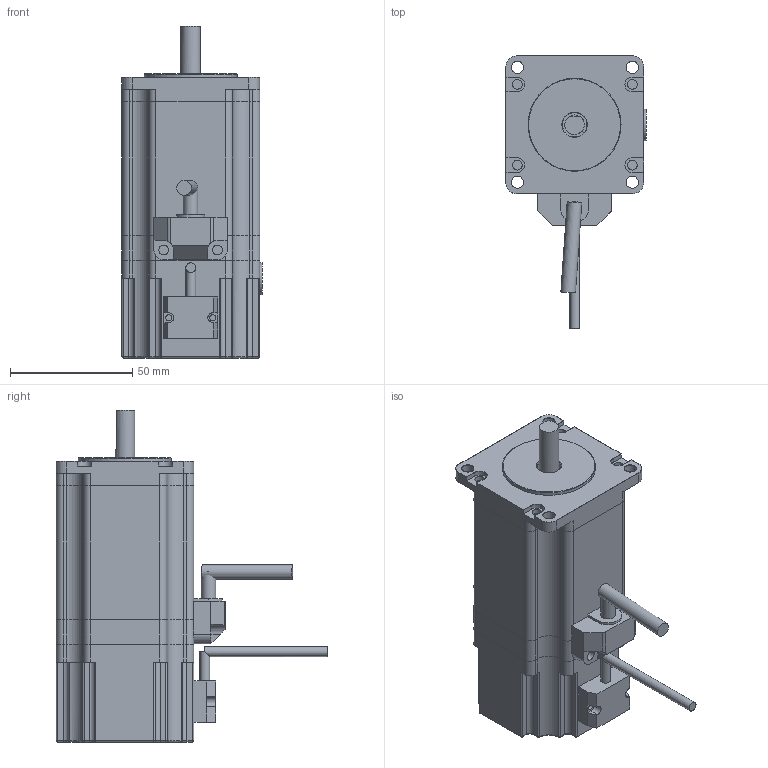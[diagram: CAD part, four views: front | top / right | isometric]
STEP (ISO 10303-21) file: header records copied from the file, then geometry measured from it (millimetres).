
FILE_DESCRIPTION(/* description */ (''),/* implementation_level */ '2;1');
FILE_NAME(/* name */ 'MP3-57HZ076.step',/* time_stamp */ '2021-07-28T12:23:29+08:00',/* author */ (''),/* organization */ (''),/* preprocessor_version */ 'ST-DEVELOPER v16',/* originating_system */ 'SIEMENS PLM Software NX 10.0',/* authorisation */ '');
FILE_SCHEMA (('AUTOMOTIVE_DESIGN { 1 0 10303 214 3 1 1 1 }'));
Length unit declared in the file: millimetre
Products named in the file (1): MP3-57HZ076
Bounding box: 57.4 x 111.34 x 136 mm (x, y, z)
Volume: 321081.3 mm3; surface area: 62362.8 mm2
Topology: 12 solids, 12 shells, 363 faces, 926 edges, 585 vertices
Faces by surface type: plane 175, cylinder 158, sphere 16, torus 12, cone 2
Full cylindrical faces by diameter (mm): 2.5 x2, 3.3 x8, 4 x8, 5 x8, 6 x6, 8 x2, 10 x4, 13 x1, 38.1 x1
Entity records: 10770 total; most frequent: DIRECTION 1936, CARTESIAN_POINT 1819, ORIENTED_EDGE 1720, EDGE_CURVE 860, AXIS2_PLACEMENT_3D 714, VERTEX_POINT 577, LINE 508, VECTOR 508
